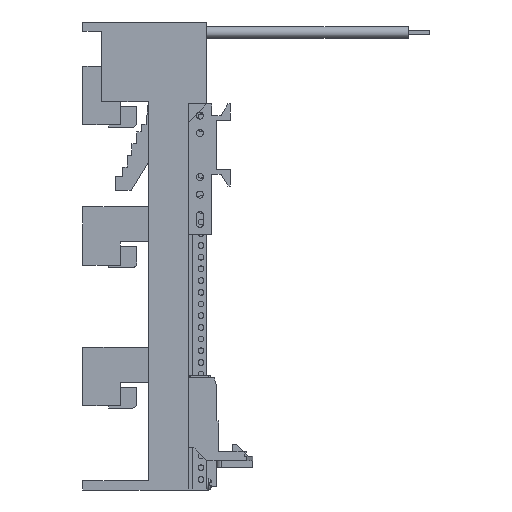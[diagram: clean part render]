
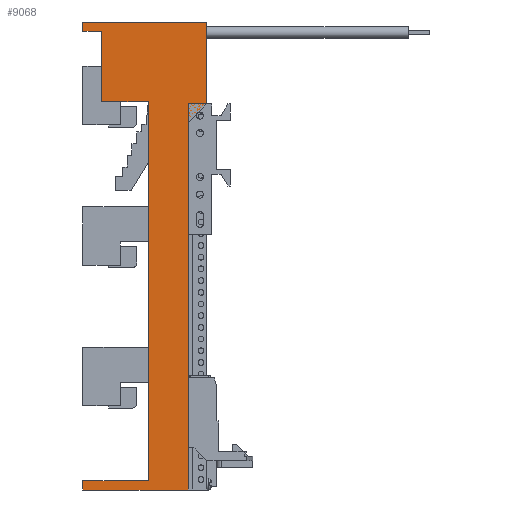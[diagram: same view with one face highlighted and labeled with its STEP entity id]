
A CAD part, left-side view. The second image highlights one B-rep face of the part: STEP entity #9068.
In plain terms, the highlighted face is planar.
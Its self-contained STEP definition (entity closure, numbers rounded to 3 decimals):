
#422=LINE('',#17506,#1135);
#440=LINE('',#17674,#1153);
#455=LINE('',#17702,#1168);
#456=LINE('',#17704,#1169);
#457=LINE('',#17705,#1170);
#458=LINE('',#17707,#1171);
#459=LINE('',#17709,#1172);
#460=LINE('',#17711,#1173);
#461=LINE('',#17713,#1174);
#462=LINE('',#17715,#1175);
#463=LINE('',#17717,#1176);
#464=LINE('',#17719,#1177);
#1135=VECTOR('',#14153,1000.);
#1153=VECTOR('',#14309,1000.);
#1168=VECTOR('',#14328,1000.);
#1169=VECTOR('',#14329,1000.);
#1170=VECTOR('',#14330,1000.);
#1171=VECTOR('',#14331,1000.);
#1172=VECTOR('',#14332,1000.);
#1173=VECTOR('',#14333,1000.);
#1174=VECTOR('',#14334,1000.);
#1175=VECTOR('',#14335,1000.);
#1176=VECTOR('',#14336,1000.);
#1177=VECTOR('',#14337,1000.);
#1848=PLANE('',#12475);
#3316=ORIENTED_EDGE('',*,*,#5180,.T.);
#3317=ORIENTED_EDGE('',*,*,#5181,.T.);
#3318=ORIENTED_EDGE('',*,*,#5165,.T.);
#3319=ORIENTED_EDGE('',*,*,#5182,.T.);
#3320=ORIENTED_EDGE('',*,*,#5183,.T.);
#3321=ORIENTED_EDGE('',*,*,#5184,.T.);
#3322=ORIENTED_EDGE('',*,*,#5185,.T.);
#3323=ORIENTED_EDGE('',*,*,#5186,.T.);
#3324=ORIENTED_EDGE('',*,*,#5187,.T.);
#3325=ORIENTED_EDGE('',*,*,#5188,.T.);
#3326=ORIENTED_EDGE('',*,*,#5189,.T.);
#3327=ORIENTED_EDGE('',*,*,#5081,.T.);
#5081=EDGE_CURVE('',#6076,#6075,#422,.T.);
#5165=EDGE_CURVE('',#6157,#6156,#440,.T.);
#5180=EDGE_CURVE('',#6075,#6168,#455,.T.);
#5181=EDGE_CURVE('',#6168,#6157,#456,.T.);
#5182=EDGE_CURVE('',#6156,#6169,#457,.T.);
#5183=EDGE_CURVE('',#6169,#6170,#458,.T.);
#5184=EDGE_CURVE('',#6170,#6171,#459,.T.);
#5185=EDGE_CURVE('',#6171,#6172,#460,.T.);
#5186=EDGE_CURVE('',#6172,#6173,#461,.T.);
#5187=EDGE_CURVE('',#6173,#6174,#462,.T.);
#5188=EDGE_CURVE('',#6174,#6175,#463,.T.);
#5189=EDGE_CURVE('',#6175,#6076,#464,.T.);
#6075=VERTEX_POINT('',#17505);
#6076=VERTEX_POINT('',#17507);
#6156=VERTEX_POINT('',#17673);
#6157=VERTEX_POINT('',#17675);
#6168=VERTEX_POINT('',#17703);
#6169=VERTEX_POINT('',#17706);
#6170=VERTEX_POINT('',#17708);
#6171=VERTEX_POINT('',#17710);
#6172=VERTEX_POINT('',#17712);
#6173=VERTEX_POINT('',#17714);
#6174=VERTEX_POINT('',#17716);
#6175=VERTEX_POINT('',#17718);
#7344=EDGE_LOOP('',(#3316,#3317,#3318,#3319,#3320,#3321,#3322,#3323,#3324,
#3325,#3326,#3327));
#8307=FACE_BOUND('',#7344,.T.);
#9068=ADVANCED_FACE('',(#8307),#1848,.T.);
#12475=AXIS2_PLACEMENT_3D('',#17701,#14326,#14327);
#14153=DIRECTION('',(1.,0.,0.));
#14309=DIRECTION('',(0.,1.,0.));
#14326=DIRECTION('',(0.,0.,1.));
#14327=DIRECTION('',(1.,0.,0.));
#14328=DIRECTION('',(0.,1.,0.));
#14329=DIRECTION('',(0.707,0.707,0.));
#14330=DIRECTION('',(-1.,0.,0.));
#14331=DIRECTION('',(0.,-1.,0.));
#14332=DIRECTION('',(1.,0.,0.));
#14333=DIRECTION('',(0.,-1.,0.));
#14334=DIRECTION('',(1.,0.,0.));
#14335=DIRECTION('',(0.,-1.,0.));
#14336=DIRECTION('',(-1.,0.,0.));
#14337=DIRECTION('',(0.,-1.,0.));
#17505=CARTESIAN_POINT('',(-8.,0.,22.5));
#17506=CARTESIAN_POINT('',(-53.,0.,22.5));
#17507=CARTESIAN_POINT('',(-53.,0.,22.5));
#17673=CARTESIAN_POINT('',(0.,200.,22.5));
#17674=CARTESIAN_POINT('',(0.,0.,22.5));
#17675=CARTESIAN_POINT('',(0.,165.,22.5));
#17701=CARTESIAN_POINT('',(0.,0.,22.5));
#17702=CARTESIAN_POINT('',(-8.,0.,22.5));
#17703=CARTESIAN_POINT('',(-8.,157.,22.5));
#17704=CARTESIAN_POINT('',(-82.5,82.5,22.5));
#17705=CARTESIAN_POINT('',(0.,200.,22.5));
#17706=CARTESIAN_POINT('',(-53.,200.,22.5));
#17707=CARTESIAN_POINT('',(-53.,200.,22.5));
#17708=CARTESIAN_POINT('',(-53.,196.,22.5));
#17709=CARTESIAN_POINT('',(-53.,196.,22.5));
#17710=CARTESIAN_POINT('',(-45.,196.,22.5));
#17711=CARTESIAN_POINT('',(-45.,196.,22.5));
#17712=CARTESIAN_POINT('',(-45.,166.,22.5));
#17713=CARTESIAN_POINT('',(-45.,166.,22.5));
#17714=CARTESIAN_POINT('',(-25.,166.,22.5));
#17715=CARTESIAN_POINT('',(-25.,166.,22.5));
#17716=CARTESIAN_POINT('',(-25.,4.,22.5));
#17717=CARTESIAN_POINT('',(-25.,4.,22.5));
#17718=CARTESIAN_POINT('',(-53.,4.,22.5));
#17719=CARTESIAN_POINT('',(-53.,4.,22.5));
